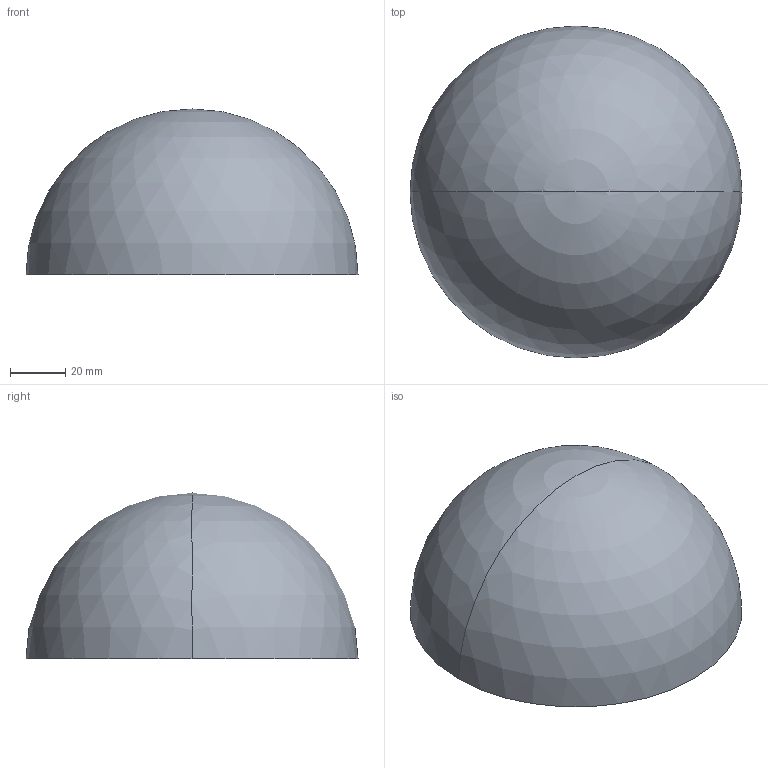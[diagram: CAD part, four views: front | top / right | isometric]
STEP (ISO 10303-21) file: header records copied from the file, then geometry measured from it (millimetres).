
FILE_DESCRIPTION(('OneSpaceDesigner STEP Export'),'2;1');
FILE_NAME('sphere.step','2008-05-14T 9:24:00',(''),(''),'CoCreate Modeling STEP processor for AP214 (Solid Model)','CoCreate Modeling 16.00P0223 23-Feb-2008 (C) CoCreate Software GmbH','');
FILE_SCHEMA(('AUTOMOTIVE_DESIGN { 1 0 10303 214 1 1 1 1 }'));
Length unit declared in the file: millimetre
Products named in the file (2): hfront
Assembly tree (1 placements, depth 2):
  hfront
    hfront
Bounding box: 120 x 120 x 60 mm (x, y, z)
Volume: 22244.6 mm3; surface area: 44865.1 mm2
Topology: 1 solids, 1 shells, 5 faces, 12 edges, 6 vertices
Faces by surface type: sphere 4, plane 1
Entity records: 157 total; most frequent: DIRECTION 18, ORIENTED_EDGE 16, CARTESIAN_POINT 15, AXIS2_PLACEMENT_3D 9, EDGE_CURVE 8, VERTEX_POINT 6, EDGE_LOOP 6, DIMENSIONAL_EXPONENTS 6
